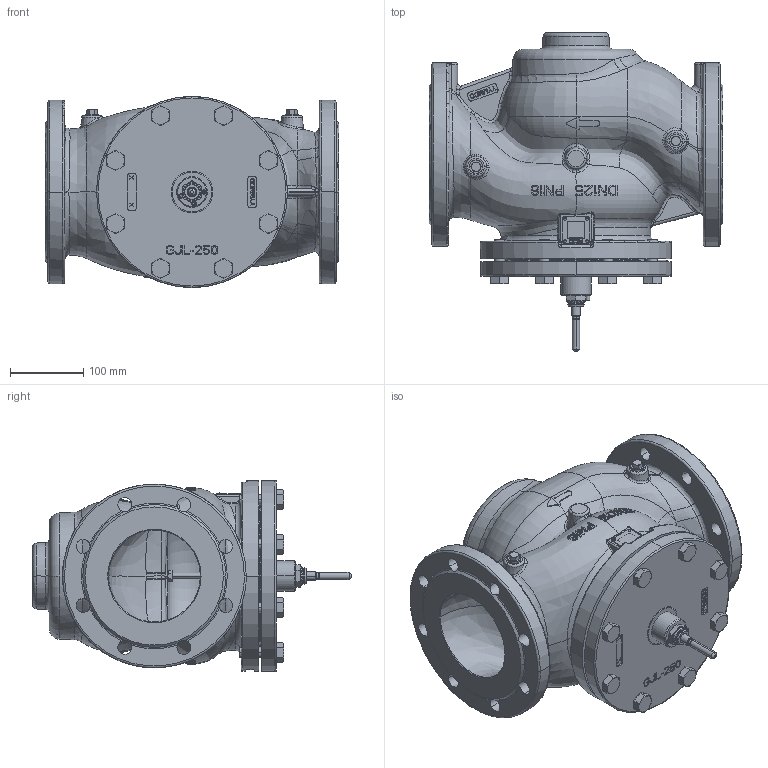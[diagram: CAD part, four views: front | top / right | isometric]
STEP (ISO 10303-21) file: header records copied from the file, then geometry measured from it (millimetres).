
FILE_DESCRIPTION((''),'2;1');
FILE_NAME('065B5503_VFG22_PN16_DN125_ASM','2022-10-28T15:05:42',('U240466'),('Danfoss'),'CREO PARAMETRIC BY PTC INC, 2020342','CREO PARAMETRIC BY PTC INC, 2020342','');
FILE_SCHEMA(('CONFIG_CONTROL_DESIGN'));
Products named in the file (24): 88650730_VALVE_COVER_VFG_DN125_; 88650030_VALVE_BODY_VFG_DN125_1; 88652010_GUIDING_BUSH_DN125_1; 88651590_Q-RING_HOLDER_DN125_1; O-RING_133_02X2_62_1; 88652210_VFG_STEM_DN125_1; 88652420_CON_INSERT_DN65-125_1; 88652060_ANTIROT_STEM_DN100-125; O-RING_183-74X3-53_1; HEX_NUT_DIN934_M08_1; 51340080_1; 54590640_1; 5454070_1; HEX_SCREW_DIN931_M16X50_1; IGUS_BUSH_10X12X9_1; QUAD_RING_113-67X5-33_1; 51817290_M5_ZATIC_1; LABEL_PLATE_37X37_1; 5589607_1; 54540510_1; 188610240_1; 88653780_PTFE_DN125_1; 065B5503_VFG22_PN16_DN125_ASM_1_ASM; 065B5503_VFG22_PN16_DN125_ASM
Assembly tree (45 placements, depth 3):
  065B5503_VFG22_PN16_DN125_ASM
    065B5503_VFG22_PN16_DN125_ASM_1_ASM
      88650730_VALVE_COVER_VFG_DN125_
      88650030_VALVE_BODY_VFG_DN125_1
      88652010_GUIDING_BUSH_DN125_1
      88651590_Q-RING_HOLDER_DN125_1
      O-RING_133_02X2_62_1
      88652210_VFG_STEM_DN125_1
      88652420_CON_INSERT_DN65-125_1
      88652060_ANTIROT_STEM_DN100-125
      O-RING_183-74X3-53_1
      HEX_NUT_DIN934_M08_1
      51340080_1  x8
      54590640_1  x3
      5454070_1  x2
      HEX_SCREW_DIN931_M16X50_1  x8
      IGUS_BUSH_10X12X9_1
      QUAD_RING_113-67X5-33_1
      51817290_M5_ZATIC_1
      LABEL_PLATE_37X37_1
      5589607_1  x4
      54540510_1  x2
      188610240_1  x2
      88653780_PTFE_DN125_1
Bounding box: 400 x 433.4 x 260 mm (x, y, z)
Volume: 8041885.7 mm3; surface area: 1153341.3 mm2
Topology: 44 solids, 44 shells, 2924 faces, 7834 edges, 5071 vertices
Faces by surface type: plane 1680, cylinder 461, cone 272, torus 216, bspline 215, extrusion 45, revolution 21, sphere 14
Entity records: 110671 total; most frequent: CARTESIAN_POINT 48033, ORIENTED_EDGE 13876, DIRECTION 11662, EDGE_CURVE 6938, VERTEX_POINT 4557, AXIS2_PLACEMENT_3D 3972, VECTOR 3697, LINE 3652
